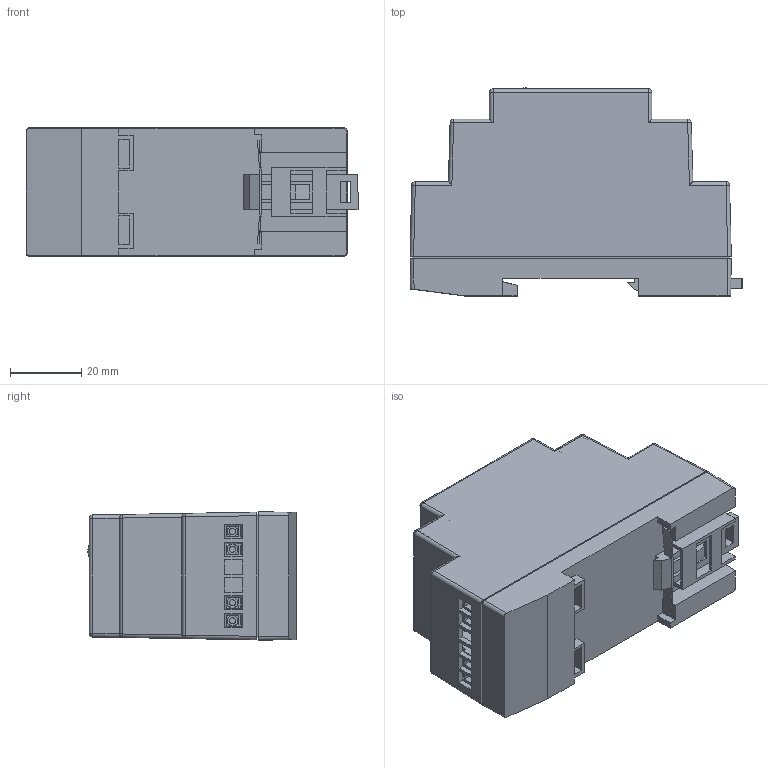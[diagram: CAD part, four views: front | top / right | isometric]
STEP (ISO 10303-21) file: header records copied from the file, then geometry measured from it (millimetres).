
FILE_DESCRIPTION (( 'STEP AP214' ), '1' );
FILE_NAME ('3D 沓麧錪 謄哳-24_24.STEP', '2016-12-28T09:36:47', ( '' ), ( '' ), 'SwSTEP 2.0', 'SolidWorks 2014', '' );
FILE_SCHEMA (( 'AUTOMOTIVE_DESIGN' ));
Length unit declared in the file: millimetre
Products named in the file (6): 3D 沓麧錪 謄哳-24_24; Êëåììà_14õ9,8õ5ìì; 椯鴀殣罻; Èíäèêàòîð çåë; Çàùåëêà(Ä); 扻豵鵨 謄哳-24_24
Assembly tree (14 placements, depth 2):
  3D 沓麧錪 謄哳-24_24
    扻豵鵨 謄哳-24_24
    Çàùåëêà(Ä)
    Èíäèêàòîð çåë
    椯鴀殣罻
    Êëåììà_14õ9,8õ5ìì  x10
Bounding box: 93 x 58.3 x 36 mm (x, y, z)
Volume: 112113.6 mm3; surface area: 38156.7 mm2
Topology: 54 solids, 54 shells, 1612 faces, 4132 edges, 2727 vertices
Faces by surface type: plane 1063, bspline 272, cylinder 263, sphere 14
Entity records: 47588 total; most frequent: CARTESIAN_POINT 10447, ORIENTED_EDGE 6116, DIRECTION 4474, EDGE_CURVE 3058, VECTOR 2268, LINE 2268, VERTEX_POINT 2025, EDGE_LOOP 1295
